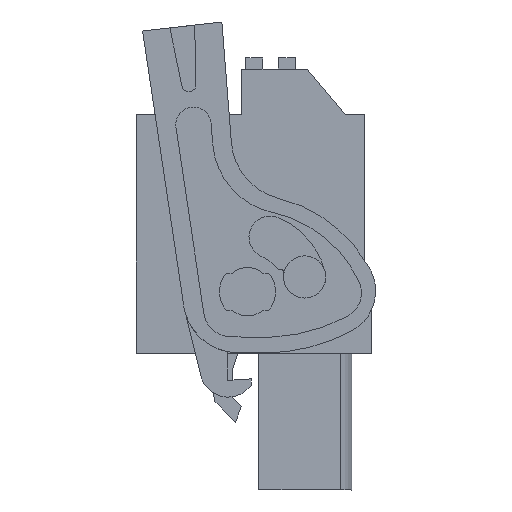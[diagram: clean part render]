
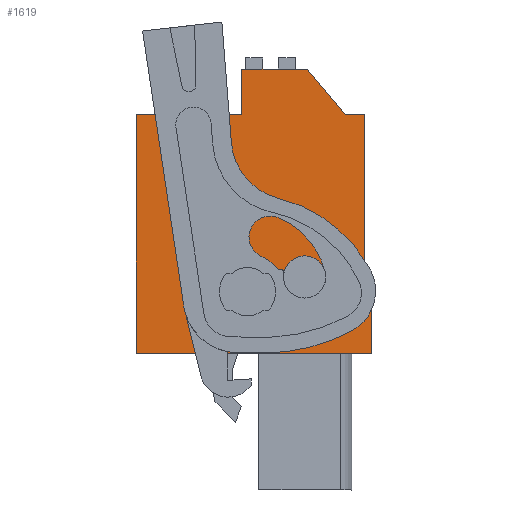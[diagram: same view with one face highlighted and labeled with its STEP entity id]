
A CAD part, left-side view. The second image highlights one B-rep face of the part: STEP entity #1619.
In plain terms, the highlighted planar face has unit normal (-1, 0, 0).
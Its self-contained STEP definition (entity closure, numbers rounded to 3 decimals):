
#1515=AXIS2_PLACEMENT_3D('Plane Axis2P3D',#1512,#1513,#1514) ;
#1585=AXIS2_PLACEMENT_3D('Circle Axis2P3D',#1583,#1584,$) ;
#1594=AXIS2_PLACEMENT_3D('Circle Axis2P3D',#1592,#1593,$) ;
#1603=AXIS2_PLACEMENT_3D('Circle Axis2P3D',#1601,#1602,$) ;
#1612=AXIS2_PLACEMENT_3D('Circle Axis2P3D',#1610,#1611,$) ;
#40=CARTESIAN_POINT('Vertex',(4.752,0.263,13.383)) ;
#45=CARTESIAN_POINT('Line Origine',(4.752,0.263,11.066)) ;
#49=CARTESIAN_POINT('Vertex',(4.752,0.263,8.75)) ;
#453=CARTESIAN_POINT('Line Origine',(4.752,7.788,8.75)) ;
#457=CARTESIAN_POINT('Vertex',(4.752,15.313,8.75)) ;
#1512=CARTESIAN_POINT('Axis2P3D Location',(4.752,0.263,0.)) ;
#1517=CARTESIAN_POINT('Line Origine',(4.752,0.488,13.608)) ;
#1521=CARTESIAN_POINT('Vertex',(4.752,0.713,13.833)) ;
#1524=CARTESIAN_POINT('Line Origine',(4.752,0.713,18.936)) ;
#1528=CARTESIAN_POINT('Vertex',(4.752,0.713,24.04)) ;
#1531=CARTESIAN_POINT('Line Origine',(4.752,1.327,24.04)) ;
#1535=CARTESIAN_POINT('Vertex',(4.752,1.942,24.04)) ;
#1538=CARTESIAN_POINT('Line Origine',(4.752,3.159,25.49)) ;
#1542=CARTESIAN_POINT('Vertex',(4.752,4.375,26.94)) ;
#1545=CARTESIAN_POINT('Line Origine',(4.752,6.469,26.94)) ;
#1549=CARTESIAN_POINT('Vertex',(4.752,8.563,26.94)) ;
#1552=CARTESIAN_POINT('Line Origine',(4.752,8.563,25.49)) ;
#1556=CARTESIAN_POINT('Vertex',(4.752,8.563,24.04)) ;
#1559=CARTESIAN_POINT('Line Origine',(4.752,11.938,24.04)) ;
#1563=CARTESIAN_POINT('Vertex',(4.752,15.313,24.04)) ;
#1566=CARTESIAN_POINT('Line Origine',(4.752,15.313,16.395)) ;
#1583=CARTESIAN_POINT('Axis2P3D Location',(4.752,8.204,12.691)) ;
#1587=CARTESIAN_POINT('Vertex',(4.752,8.204,11.141)) ;
#1589=CARTESIAN_POINT('Vertex',(4.752,8.204,14.241)) ;
#1592=CARTESIAN_POINT('Axis2P3D Location',(4.752,8.204,12.691)) ;
#1601=CARTESIAN_POINT('Axis2P3D Location',(4.752,4.544,13.641)) ;
#1605=CARTESIAN_POINT('Vertex',(4.752,4.544,14.991)) ;
#1607=CARTESIAN_POINT('Vertex',(4.752,4.544,12.291)) ;
#1610=CARTESIAN_POINT('Axis2P3D Location',(4.752,4.544,13.641)) ;
#46=DIRECTION('Vector Direction',(0.,0.,-1.)) ;
#454=DIRECTION('Vector Direction',(0.,1.,0.)) ;
#1513=DIRECTION('Axis2P3D Direction',(-1.,0.,0.)) ;
#1514=DIRECTION('Axis2P3D XDirection',(0.,0.,1.)) ;
#1518=DIRECTION('Vector Direction',(0.,-0.707,-0.707)) ;
#1525=DIRECTION('Vector Direction',(0.,0.,1.)) ;
#1532=DIRECTION('Vector Direction',(0.,1.,0.)) ;
#1539=DIRECTION('Vector Direction',(0.,-0.643,-0.766)) ;
#1546=DIRECTION('Vector Direction',(0.,-1.,0.)) ;
#1553=DIRECTION('Vector Direction',(0.,0.,1.)) ;
#1560=DIRECTION('Vector Direction',(0.,-1.,0.)) ;
#1567=DIRECTION('Vector Direction',(0.,0.,-1.)) ;
#1584=DIRECTION('Axis2P3D Direction',(-1.,0.,0.)) ;
#1593=DIRECTION('Axis2P3D Direction',(-1.,0.,0.)) ;
#1602=DIRECTION('Axis2P3D Direction',(-1.,0.,0.)) ;
#1611=DIRECTION('Axis2P3D Direction',(-1.,0.,0.)) ;
#47=VECTOR('Line Direction',#46,1.) ;
#455=VECTOR('Line Direction',#454,1.) ;
#1519=VECTOR('Line Direction',#1518,1.) ;
#1526=VECTOR('Line Direction',#1525,1.) ;
#1533=VECTOR('Line Direction',#1532,1.) ;
#1540=VECTOR('Line Direction',#1539,1.) ;
#1547=VECTOR('Line Direction',#1546,1.) ;
#1554=VECTOR('Line Direction',#1553,1.) ;
#1561=VECTOR('Line Direction',#1560,1.) ;
#1568=VECTOR('Line Direction',#1567,1.) ;
#1572=ORIENTED_EDGE('',*,*,#459,.T.) ;
#1573=ORIENTED_EDGE('',*,*,#51,.T.) ;
#1574=ORIENTED_EDGE('',*,*,#1523,.T.) ;
#1575=ORIENTED_EDGE('',*,*,#1530,.T.) ;
#1576=ORIENTED_EDGE('',*,*,#1537,.T.) ;
#1577=ORIENTED_EDGE('',*,*,#1544,.T.) ;
#1578=ORIENTED_EDGE('',*,*,#1551,.T.) ;
#1579=ORIENTED_EDGE('',*,*,#1558,.T.) ;
#1580=ORIENTED_EDGE('',*,*,#1565,.T.) ;
#1581=ORIENTED_EDGE('',*,*,#1570,.T.) ;
#1598=ORIENTED_EDGE('',*,*,#1591,.F.) ;
#1599=ORIENTED_EDGE('',*,*,#1596,.F.) ;
#1616=ORIENTED_EDGE('',*,*,#1609,.F.) ;
#1617=ORIENTED_EDGE('',*,*,#1614,.F.) ;
#1600=FACE_BOUND('',#1597,.T.) ;
#1618=FACE_BOUND('',#1615,.T.) ;
#1619=ADVANCED_FACE('HOUSING',(#1582,#1600,#1618),#1516,.T.) ;
#1586=CIRCLE('generated circle',#1585,1.55) ;
#1595=CIRCLE('generated circle',#1594,1.55) ;
#1604=CIRCLE('generated circle',#1603,1.35) ;
#1613=CIRCLE('generated circle',#1612,1.35) ;
#51=EDGE_CURVE('',#50,#41,#48,.F.) ;
#459=EDGE_CURVE('',#458,#50,#456,.F.) ;
#1523=EDGE_CURVE('',#41,#1522,#1520,.F.) ;
#1530=EDGE_CURVE('',#1522,#1529,#1527,.T.) ;
#1537=EDGE_CURVE('',#1529,#1536,#1534,.T.) ;
#1544=EDGE_CURVE('',#1536,#1543,#1541,.F.) ;
#1551=EDGE_CURVE('',#1543,#1550,#1548,.F.) ;
#1558=EDGE_CURVE('',#1550,#1557,#1555,.F.) ;
#1565=EDGE_CURVE('',#1557,#1564,#1562,.F.) ;
#1570=EDGE_CURVE('',#1564,#458,#1569,.T.) ;
#1591=EDGE_CURVE('',#1588,#1590,#1586,.T.) ;
#1596=EDGE_CURVE('',#1590,#1588,#1595,.T.) ;
#1609=EDGE_CURVE('',#1606,#1608,#1604,.T.) ;
#1614=EDGE_CURVE('',#1608,#1606,#1613,.T.) ;
#1571=EDGE_LOOP('',(#1572,#1573,#1574,#1575,#1576,#1577,#1578,#1579,#1580,#1581)) ;
#1597=EDGE_LOOP('',(#1598,#1599)) ;
#1615=EDGE_LOOP('',(#1616,#1617)) ;
#1582=FACE_OUTER_BOUND('',#1571,.T.) ;
#48=LINE('Line',#45,#47) ;
#456=LINE('Line',#453,#455) ;
#1520=LINE('Line',#1517,#1519) ;
#1527=LINE('Line',#1524,#1526) ;
#1534=LINE('Line',#1531,#1533) ;
#1541=LINE('Line',#1538,#1540) ;
#1548=LINE('Line',#1545,#1547) ;
#1555=LINE('Line',#1552,#1554) ;
#1562=LINE('Line',#1559,#1561) ;
#1569=LINE('Line',#1566,#1568) ;
#1516=PLANE('',#1515) ;
#41=VERTEX_POINT('',#40) ;
#50=VERTEX_POINT('',#49) ;
#458=VERTEX_POINT('',#457) ;
#1522=VERTEX_POINT('',#1521) ;
#1529=VERTEX_POINT('',#1528) ;
#1536=VERTEX_POINT('',#1535) ;
#1543=VERTEX_POINT('',#1542) ;
#1550=VERTEX_POINT('',#1549) ;
#1557=VERTEX_POINT('',#1556) ;
#1564=VERTEX_POINT('',#1563) ;
#1588=VERTEX_POINT('',#1587) ;
#1590=VERTEX_POINT('',#1589) ;
#1606=VERTEX_POINT('',#1605) ;
#1608=VERTEX_POINT('',#1607) ;
